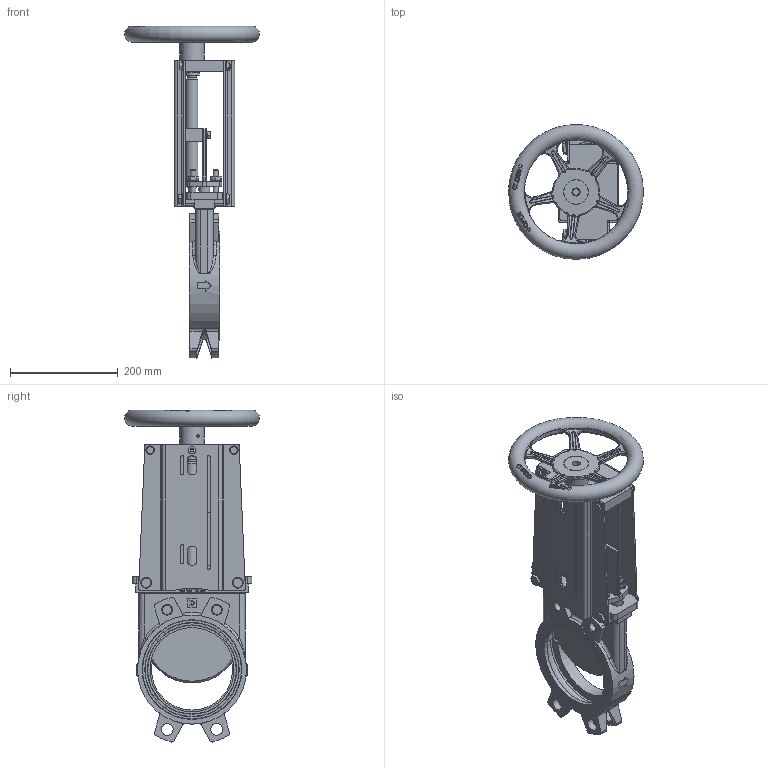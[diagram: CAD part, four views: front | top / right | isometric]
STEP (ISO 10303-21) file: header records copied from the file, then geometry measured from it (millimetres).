
FILE_DESCRIPTION(/* description */ (''),/* implementation_level */ '2;1');
FILE_NAME(/* name */ 'WGM25N-DN150_105847.step',/* time_stamp */ '2025-06-27T14:29:26+02:00',/* author */ (''),/* organization */ (''),/* preprocessor_version */ 'ST-DEVELOPER v20.1',/* originating_system */ 'Autodesk Translation Framework v14.10.0.0',/* authorisation */ '');
FILE_SCHEMA (('AUTOMOTIVE_DESIGN { 1 0 10303 214 3 1 1 }'));
Products named in the file (21): WGE-GG-SOF-150_MW-K; WGS-BO-GG-SOF-150-K; SCH0162-04-01-B; WGS-ST-MW-150; WGS-SN-125-150; WGS-KN-XXX-150; WGS-GL-GG-150; WGS-PL-MW-CS-150; SCH0280-03-01-B; WGS-BR-CS-B-150; WGS-BR-CS-F-150; WGS-MW-250; DIN 931-1  (Regelgewinde) - ersetzt durch DIN EN 24 014 M8 x 50; DIN 128 A8; DIN 835  (Regelgewinde) M10 x 40; DIN 934  (Regelgewinde) - ersetzt durch DIN EN 24 032 M10; DIN 931-1  (Regelgewinde) - ersetzt durch DIN EN 24 014 M10 x 15; DIN 125-1  B B 10.5; DIN 125-1  B B 8.4; DIN 934  (Regelgewinde) - ersetzt durch DIN EN 24 032 M8; DIN 931-1  (Regelgewinde) - ersetzt durch DIN EN 24 014 M8 x 90
Assembly tree (45 placements, depth 2):
  WGE-GG-SOF-150_MW-K
    WGS-BO-GG-SOF-150-K
    SCH0162-04-01-B
    WGS-ST-MW-150
    WGS-SN-125-150
    WGS-KN-XXX-150
    DIN 931-1  (Regelgewinde) - ersetzt durch DIN EN 24 014 M8 x 50  x2
    DIN 934  (Regelgewinde) - ersetzt durch DIN EN 24 032 M8  x4
    DIN 128 A8  x2
    WGS-GL-GG-150
    WGS-PL-MW-CS-150
    SCH0280-03-01-B
    DIN 835  (Regelgewinde) M10 x 40  x4
    DIN 125-1  B B 10.5  x8
    DIN 934  (Regelgewinde) - ersetzt durch DIN EN 24 032 M10  x4
    WGS-BR-CS-B-150
    WGS-BR-CS-F-150
    DIN 931-1  (Regelgewinde) - ersetzt durch DIN EN 24 014 M10 x 15  x4
    DIN 125-1  B B 8.4  x4
    DIN 931-1  (Regelgewinde) - ersetzt durch DIN EN 24 014 M8 x 90  x2
    WGS-MW-250
Bounding box: 249.88 x 249.98 x 615.72 mm (x, y, z)
Volume: 2632131.4 mm3; surface area: 857506.8 mm2
Topology: 45 solids, 45 shells, 1677 faces, 4216 edges, 2699 vertices
Faces by surface type: plane 692, cylinder 365, bspline 335, cone 181, torus 100, sphere 4
Full cylindrical faces by diameter (mm): 4.917 x1, 6.25 x2, 6.647 x4, 8 x4, 8.25 x2, 8.376 x12, 8.4 x4, 8.5 x8, 10 x8, 10.5 x12, 11.6 x6, 14 x1, 15 x4, 15.6 x4, 16 x5, 16.2 x2, 17 x1, 17.294 x4, 20 x8, 22 x5, 26 x1, 28 x2, 45 x2, 46 x1, 150 x1, 156 x1, 164 x2, 165.6 x2, 173.6 x2, 175.2 x2
Entity records: 69346 total; most frequent: CARTESIAN_POINT 35527, ORIENTED_EDGE 7408, DIRECTION 6092, EDGE_CURVE 3704, VERTEX_POINT 2385, AXIS2_PLACEMENT_3D 2249, EDGE_LOOP 1597, LINE 1594
